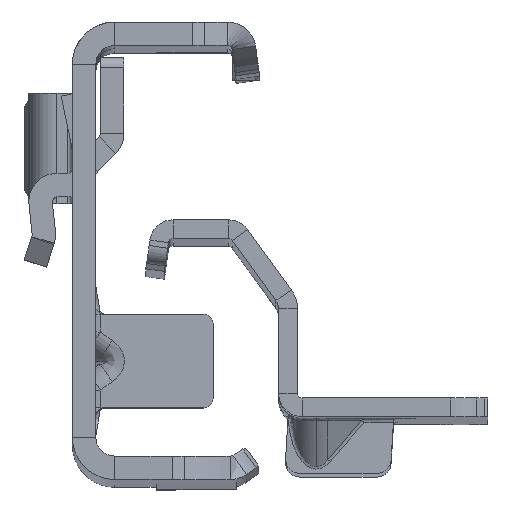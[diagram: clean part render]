
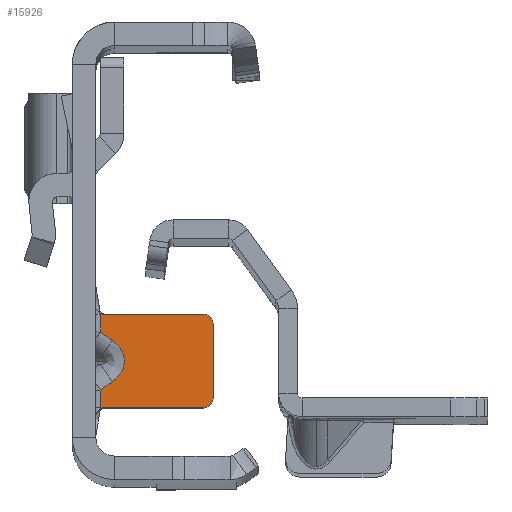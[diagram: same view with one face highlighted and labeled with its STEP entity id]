
A CAD part, top view. The second image highlights one B-rep face of the part: STEP entity #15926.
In plain terms, the highlighted planar face has unit normal (0, 0, 1).
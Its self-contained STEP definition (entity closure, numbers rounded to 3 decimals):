
#153 = VERTEX_POINT ( 'NONE', #170 ) ;
#170 = CARTESIAN_POINT ( 'NONE',  ( 0.5, -5.6, -441.5 ) ) ;
#301 = DIRECTION ( 'NONE',  ( -1., 0., 0. ) ) ;
#460 = DIRECTION ( 'NONE',  ( -0.816, 0.577, 0. ) ) ;
#576 = CARTESIAN_POINT ( 'NONE',  ( 11.5, -6.6, -441.5 ) ) ;
#585 = VERTEX_POINT ( 'NONE', #3594 ) ;
#1202 = EDGE_CURVE ( 'NONE', #12767, #13011, #6658, .T. ) ;
#1231 = LINE ( 'NONE', #14679, #18813 ) ;
#1367 = DIRECTION ( 'NONE',  ( 0., 1., 0. ) ) ;
#1492 = EDGE_CURVE ( 'NONE', #585, #16396, #8423, .T. ) ;
#1765 = CARTESIAN_POINT ( 'NONE',  ( 1.757, -12.792, -441.5 ) ) ;
#1860 = CARTESIAN_POINT ( 'NONE',  ( 11.5, -15.6, -441.5 ) ) ;
#2313 = CARTESIAN_POINT ( 'NONE',  ( 12.5, -14.6, -441.5 ) ) ;
#2428 = CIRCLE ( 'NONE', #14698, 1. ) ;
#2615 = ORIENTED_EDGE ( 'NONE', *, *, #6024, .T. ) ;
#2826 = ORIENTED_EDGE ( 'NONE', *, *, #5049, .T. ) ;
#3089 = VECTOR ( 'NONE', #1367, 1000. ) ;
#3165 = CIRCLE ( 'NONE', #5333, 1. ) ;
#3249 = ORIENTED_EDGE ( 'NONE', *, *, #18889, .F. ) ;
#3470 = DIRECTION ( 'NONE',  ( 0., 0., 1. ) ) ;
#3594 = CARTESIAN_POINT ( 'NONE',  ( 11.5, -5.6, -441.5 ) ) ;
#3929 = ORIENTED_EDGE ( 'NONE', *, *, #17125, .T. ) ;
#4031 = CARTESIAN_POINT ( 'NONE',  ( 1.757, -12.792, -441.5 ) ) ;
#4110 = CARTESIAN_POINT ( 'NONE',  ( 12.5, -6.6, -441.5 ) ) ;
#4246 = LINE ( 'NONE', #10087, #10057 ) ;
#4531 = LINE ( 'NONE', #10356, #3089 ) ;
#4539 = LINE ( 'NONE', #10650, #11966 ) ;
#4690 = DIRECTION ( 'NONE',  ( 0., 1., 0. ) ) ;
#5049 = EDGE_CURVE ( 'NONE', #5140, #7106, #2428, .T. ) ;
#5140 = VERTEX_POINT ( 'NONE', #1860 ) ;
#5333 = AXIS2_PLACEMENT_3D ( 'NONE', #576, #3470, #12283 ) ;
#5680 = CARTESIAN_POINT ( 'NONE',  ( 3.573, -9.692, -441.5 ) ) ;
#5841 = VECTOR ( 'NONE', #7209, 1000. ) ;
#5963 = DIRECTION ( 'NONE',  ( 0.816, 0.577, 0. ) ) ;
#6002 = DIRECTION ( 'NONE',  ( 0., 1., 0. ) ) ;
#6024 = EDGE_CURVE ( 'NONE', #14246, #5140, #12819, .T. ) ;
#6059 = ORIENTED_EDGE ( 'NONE', *, *, #10891, .T. ) ;
#6060 = CARTESIAN_POINT ( 'NONE',  ( 0.5, 22.3, -441.5 ) ) ;
#6066 = VERTEX_POINT ( 'NONE', #4110 ) ;
#6067 = CARTESIAN_POINT ( 'NONE',  ( -1.826, -15.6, -441.5 ) ) ;
#6237 = DIRECTION ( 'NONE',  ( 0., 0., 1. ) ) ;
#6658 =( BOUNDED_CURVE ( )  B_SPLINE_CURVE ( 3, ( #4031, #7222, #5680, #9867 ),
 .UNSPECIFIED., .F., .F. ) 
 B_SPLINE_CURVE_WITH_KNOTS ( ( 4, 4 ),
 ( 2.356, 3.927 ),
 .UNSPECIFIED. ) 
 CURVE ( )  GEOMETRIC_REPRESENTATION_ITEM ( )  RATIONAL_B_SPLINE_CURVE ( ( 1., 0.805, 0.805, 1. ) ) 
 REPRESENTATION_ITEM ( '' )  );
#6873 = VERTEX_POINT ( 'NONE', #14522 ) ;
#6916 = EDGE_CURVE ( 'NONE', #7106, #6066, #4531, .T. ) ;
#7106 = VERTEX_POINT ( 'NONE', #2313 ) ;
#7209 = DIRECTION ( 'NONE',  ( 1., 0., 0. ) ) ;
#7222 = CARTESIAN_POINT ( 'NONE',  ( 3.573, -11.508, -441.5 ) ) ;
#7349 = EDGE_CURVE ( 'NONE', #13011, #13688, #14962, .T. ) ;
#7834 = EDGE_CURVE ( 'NONE', #6873, #10399, #4246, .T. ) ;
#7985 = EDGE_CURVE ( 'NONE', #6066, #585, #3165, .T. ) ;
#8158 = ORIENTED_EDGE ( 'NONE', *, *, #7349, .F. ) ;
#8167 = ORIENTED_EDGE ( 'NONE', *, *, #1202, .F. ) ;
#8423 = LINE ( 'NONE', #17063, #9288 ) ;
#8475 = VECTOR ( 'NONE', #17665, 1000. ) ;
#8536 = DIRECTION ( 'NONE',  ( 0., 1., 0. ) ) ;
#8608 = CARTESIAN_POINT ( 'NONE',  ( -1.826, -15.6, -441.5 ) ) ;
#9288 = VECTOR ( 'NONE', #18695, 1000. ) ;
#9597 = DIRECTION ( 'NONE',  ( 0., 1., 0. ) ) ;
#9867 = CARTESIAN_POINT ( 'NONE',  ( 1.757, -8.408, -441.5 ) ) ;
#10057 = VECTOR ( 'NONE', #6002, 1000. ) ;
#10087 = CARTESIAN_POINT ( 'NONE',  ( 0.5, 22.3, -441.5 ) ) ;
#10356 = CARTESIAN_POINT ( 'NONE',  ( 12.5, -6.6, -441.5 ) ) ;
#10399 = VERTEX_POINT ( 'NONE', #16392 ) ;
#10650 = CARTESIAN_POINT ( 'NONE',  ( -1.826, -5.6, -441.5 ) ) ;
#10891 = EDGE_CURVE ( 'NONE', #16396, #153, #4539, .T. ) ;
#11024 = PLANE ( 'NONE',  #16708 ) ;
#11170 = ORIENTED_EDGE ( 'NONE', *, *, #1492, .T. ) ;
#11966 = VECTOR ( 'NONE', #301, 1000. ) ;
#11980 = CARTESIAN_POINT ( 'NONE',  ( 0.708, -15.6, -441.5 ) ) ;
#12283 = DIRECTION ( 'NONE',  ( 0., -1., 0. ) ) ;
#12571 = VECTOR ( 'NONE', #460, 1000. ) ;
#12767 = VERTEX_POINT ( 'NONE', #1765 ) ;
#12777 = ORIENTED_EDGE ( 'NONE', *, *, #7985, .T. ) ;
#12819 = LINE ( 'NONE', #8608, #5841 ) ;
#13011 = VERTEX_POINT ( 'NONE', #13239 ) ;
#13239 = CARTESIAN_POINT ( 'NONE',  ( 1.757, -8.408, -441.5 ) ) ;
#13247 = EDGE_LOOP ( 'NONE', ( #8158, #8167, #3249, #14926, #3929, #2615, #2826, #18756, #12777, #11170, #6059, #14479 ) ) ;
#13270 = CARTESIAN_POINT ( 'NONE',  ( 0.5, -7.519, -441.5 ) ) ;
#13688 = VERTEX_POINT ( 'NONE', #13270 ) ;
#13794 = CARTESIAN_POINT ( 'NONE',  ( 1.367, -8.131, -441.5 ) ) ;
#13888 = VECTOR ( 'NONE', #8536, 1000. ) ;
#14019 = FACE_OUTER_BOUND ( 'NONE', #13247, .T. ) ;
#14246 = VERTEX_POINT ( 'NONE', #11980 ) ;
#14311 = CARTESIAN_POINT ( 'NONE',  ( -37.326, 22.3, -441.5 ) ) ;
#14479 = ORIENTED_EDGE ( 'NONE', *, *, #18880, .F. ) ;
#14522 = CARTESIAN_POINT ( 'NONE',  ( 0.5, -15.6, -441.5 ) ) ;
#14679 = CARTESIAN_POINT ( 'NONE',  ( 2.624, -12.179, -441.5 ) ) ;
#14698 = AXIS2_PLACEMENT_3D ( 'NONE', #17843, #6237, #4690 ) ;
#14923 = CARTESIAN_POINT ( 'NONE',  ( 0.708, -5.6, -441.5 ) ) ;
#14926 = ORIENTED_EDGE ( 'NONE', *, *, #7834, .F. ) ;
#14962 = LINE ( 'NONE', #13794, #12571 ) ;
#15926 = ADVANCED_FACE ( 'NONE', ( #14019 ), #11024, .F. ) ;
#16211 = LINE ( 'NONE', #6060, #13888 ) ;
#16392 = CARTESIAN_POINT ( 'NONE',  ( 0.5, -13.681, -441.5 ) ) ;
#16396 = VERTEX_POINT ( 'NONE', #14923 ) ;
#16708 = AXIS2_PLACEMENT_3D ( 'NONE', #14311, #16906, #9597 ) ;
#16906 = DIRECTION ( 'NONE',  ( 0., 0., -1. ) ) ;
#17063 = CARTESIAN_POINT ( 'NONE',  ( -1.826, -5.6, -441.5 ) ) ;
#17125 = EDGE_CURVE ( 'NONE', #6873, #14246, #17467, .T. ) ;
#17467 = LINE ( 'NONE', #6067, #8475 ) ;
#17665 = DIRECTION ( 'NONE',  ( 1., 0., 0. ) ) ;
#17843 = CARTESIAN_POINT ( 'NONE',  ( 11.5, -14.6, -441.5 ) ) ;
#18695 = DIRECTION ( 'NONE',  ( -1., 0., 0. ) ) ;
#18756 = ORIENTED_EDGE ( 'NONE', *, *, #6916, .T. ) ;
#18813 = VECTOR ( 'NONE', #5963, 1000. ) ;
#18880 = EDGE_CURVE ( 'NONE', #13688, #153, #16211, .T. ) ;
#18889 = EDGE_CURVE ( 'NONE', #10399, #12767, #1231, .T. ) ;
